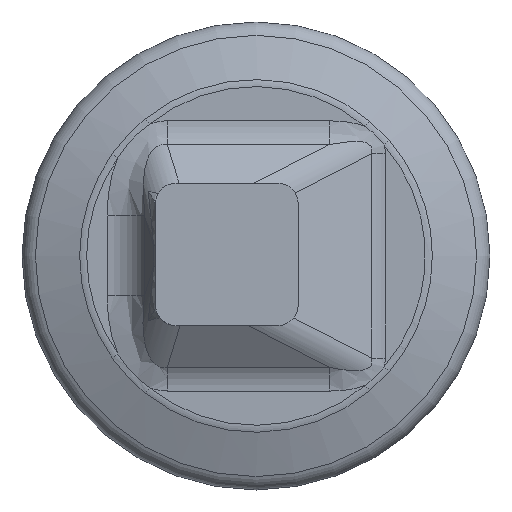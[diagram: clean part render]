
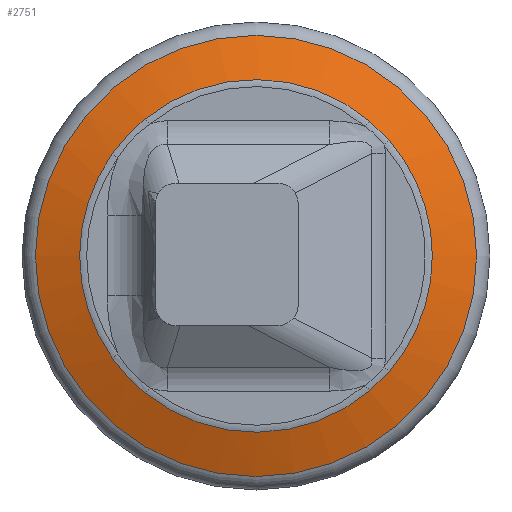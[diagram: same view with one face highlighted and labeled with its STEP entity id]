
A CAD part, top view. The second image highlights one B-rep face of the part: STEP entity #2751.
In plain terms, the highlighted conical face has half-angle 70 degrees and reference radius 10 mm.
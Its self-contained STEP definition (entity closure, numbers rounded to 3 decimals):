
#31=CONICAL_SURFACE('',#3047,10.,1.222);
#207=CIRCLE('',#3042,10.842);
#211=CIRCLE('',#3046,10.842);
#212=CIRCLE('',#3048,8.666);
#213=CIRCLE('',#3049,8.666);
#214=CIRCLE('',#3050,8.666);
#215=CIRCLE('',#3051,8.666);
#216=CIRCLE('',#3052,8.666);
#269=FACE_OUTER_BOUND('',#426,.T.);
#426=EDGE_LOOP('',(#2095,#2096,#2097,#2098,#2099,#2100,#2101,#2102,#2103,
#2104,#2105,#2106,#2107));
#711=LINE('',#4726,#943);
#943=VECTOR('',#3638,10.);
#1070=B_SPLINE_CURVE_WITH_KNOTS('',3,(#4698,#4699,#4700,#4701),
 .UNSPECIFIED.,.F.,.F.,(4,4),(-3.142,3.142),
 .UNSPECIFIED.);
#1071=B_SPLINE_CURVE_WITH_KNOTS('',3,(#4705,#4706,#4707,#4708,#4709),
 .UNSPECIFIED.,.F.,.F.,(4,1,4),(-3.142,0.449,3.142),
 .UNSPECIFIED.);
#1072=B_SPLINE_CURVE_WITH_KNOTS('',3,(#4713,#4714,#4715,#4716,#4717),
 .UNSPECIFIED.,.F.,.F.,(4,1,4),(-3.142,-0.449,3.142),
 .UNSPECIFIED.);
#1073=B_SPLINE_CURVE_WITH_KNOTS('',3,(#4721,#4722,#4723,#4724),
 .UNSPECIFIED.,.F.,.F.,(4,4),(-3.142,3.142),
 .UNSPECIFIED.);
#1308=VERTEX_POINT('',#4684);
#1309=VERTEX_POINT('',#4685);
#1312=VERTEX_POINT('',#4694);
#1313=VERTEX_POINT('',#4695);
#1314=VERTEX_POINT('',#4697);
#1315=VERTEX_POINT('',#4702);
#1316=VERTEX_POINT('',#4704);
#1317=VERTEX_POINT('',#4710);
#1318=VERTEX_POINT('',#4712);
#1319=VERTEX_POINT('',#4718);
#1320=VERTEX_POINT('',#4720);
#1607=EDGE_CURVE('',#1308,#1309,#207,.T.);
#1611=EDGE_CURVE('',#1309,#1308,#211,.T.);
#1612=EDGE_CURVE('',#1312,#1313,#212,.T.);
#1613=EDGE_CURVE('',#1314,#1312,#1070,.T.);
#1614=EDGE_CURVE('',#1315,#1314,#213,.T.);
#1615=EDGE_CURVE('',#1316,#1315,#1071,.T.);
#1616=EDGE_CURVE('',#1317,#1316,#214,.T.);
#1617=EDGE_CURVE('',#1318,#1317,#1072,.T.);
#1618=EDGE_CURVE('',#1319,#1318,#215,.T.);
#1619=EDGE_CURVE('',#1320,#1319,#1073,.T.);
#1620=EDGE_CURVE('',#1313,#1320,#216,.T.);
#1621=EDGE_CURVE('',#1313,#1308,#711,.T.);
#2095=ORIENTED_EDGE('',*,*,#1612,.F.);
#2096=ORIENTED_EDGE('',*,*,#1613,.F.);
#2097=ORIENTED_EDGE('',*,*,#1614,.F.);
#2098=ORIENTED_EDGE('',*,*,#1615,.F.);
#2099=ORIENTED_EDGE('',*,*,#1616,.F.);
#2100=ORIENTED_EDGE('',*,*,#1617,.F.);
#2101=ORIENTED_EDGE('',*,*,#1618,.F.);
#2102=ORIENTED_EDGE('',*,*,#1619,.F.);
#2103=ORIENTED_EDGE('',*,*,#1620,.F.);
#2104=ORIENTED_EDGE('',*,*,#1621,.T.);
#2105=ORIENTED_EDGE('',*,*,#1611,.F.);
#2106=ORIENTED_EDGE('',*,*,#1607,.F.);
#2107=ORIENTED_EDGE('',*,*,#1621,.F.);
#2751=ADVANCED_FACE('',(#269),#31,.T.);
#3042=AXIS2_PLACEMENT_3D('',#4686,#3616,#3617);
#3046=AXIS2_PLACEMENT_3D('',#4692,#3624,#3625);
#3047=AXIS2_PLACEMENT_3D('',#4693,#3626,#3627);
#3048=AXIS2_PLACEMENT_3D('',#4696,#3628,#3629);
#3049=AXIS2_PLACEMENT_3D('',#4703,#3630,#3631);
#3050=AXIS2_PLACEMENT_3D('',#4711,#3632,#3633);
#3051=AXIS2_PLACEMENT_3D('',#4719,#3634,#3635);
#3052=AXIS2_PLACEMENT_3D('',#4725,#3636,#3637);
#3616=DIRECTION('center_axis',(0.,0.,-1.));
#3617=DIRECTION('ref_axis',(-1.,0.,0.));
#3624=DIRECTION('center_axis',(0.,0.,-1.));
#3625=DIRECTION('ref_axis',(-1.,0.,0.));
#3626=DIRECTION('center_axis',(0.,0.,-1.));
#3627=DIRECTION('ref_axis',(-1.,0.,0.));
#3628=DIRECTION('center_axis',(0.,0.,1.));
#3629=DIRECTION('ref_axis',(-1.,0.,0.));
#3630=DIRECTION('center_axis',(0.,0.,1.));
#3631=DIRECTION('ref_axis',(-1.,0.,0.));
#3632=DIRECTION('center_axis',(0.,0.,1.));
#3633=DIRECTION('ref_axis',(-1.,0.,0.));
#3634=DIRECTION('center_axis',(0.,0.,1.));
#3635=DIRECTION('ref_axis',(-1.,0.,0.));
#3636=DIRECTION('center_axis',(0.,0.,1.));
#3637=DIRECTION('ref_axis',(-1.,0.,0.));
#3638=DIRECTION('',(0.94,0.,-0.342));
#4684=CARTESIAN_POINT('',(10.842,0.,1.148));
#4685=CARTESIAN_POINT('',(-10.842,0.,1.148));
#4686=CARTESIAN_POINT('Origin',(0.,0.,1.148));
#4692=CARTESIAN_POINT('Origin',(0.,0.,1.148));
#4693=CARTESIAN_POINT('Origin',(0.,0.,1.454));
#4694=CARTESIAN_POINT('',(6.55,-5.673,1.94));
#4695=CARTESIAN_POINT('',(8.666,0.,1.94));
#4696=CARTESIAN_POINT('Origin',(0.,0.,1.94));
#4697=CARTESIAN_POINT('',(5.59,-6.621,1.94));
#4698=CARTESIAN_POINT('Ctrl Pts',(5.59,-6.621,1.94));
#4699=CARTESIAN_POINT('Ctrl Pts',(5.934,-6.331,1.94));
#4700=CARTESIAN_POINT('Ctrl Pts',(6.256,-6.013,1.94));
#4701=CARTESIAN_POINT('Ctrl Pts',(6.55,-5.673,1.94));
#4702=CARTESIAN_POINT('',(-5.448,-6.739,1.94));
#4703=CARTESIAN_POINT('Origin',(0.,0.,1.94));
#4704=CARTESIAN_POINT('',(-7.065,-5.018,1.94));
#4705=CARTESIAN_POINT('Ctrl Pts',(-7.065,-5.018,1.94));
#4706=CARTESIAN_POINT('Ctrl Pts',(-6.804,-5.385,1.94));
#4707=CARTESIAN_POINT('Ctrl Pts',(-6.28,-5.978,1.948));
#4708=CARTESIAN_POINT('Ctrl Pts',(-5.711,-6.526,1.94));
#4709=CARTESIAN_POINT('Ctrl Pts',(-5.448,-6.739,1.94));
#4710=CARTESIAN_POINT('',(-7.065,5.018,1.94));
#4711=CARTESIAN_POINT('Origin',(0.,0.,1.94));
#4712=CARTESIAN_POINT('',(-5.448,6.739,1.94));
#4713=CARTESIAN_POINT('Ctrl Pts',(-5.448,6.739,1.94));
#4714=CARTESIAN_POINT('Ctrl Pts',(-5.711,6.526,1.94));
#4715=CARTESIAN_POINT('Ctrl Pts',(-6.28,5.978,1.948));
#4716=CARTESIAN_POINT('Ctrl Pts',(-6.804,5.385,1.94));
#4717=CARTESIAN_POINT('Ctrl Pts',(-7.065,5.018,1.94));
#4718=CARTESIAN_POINT('',(5.59,6.621,1.94));
#4719=CARTESIAN_POINT('Origin',(0.,0.,1.94));
#4720=CARTESIAN_POINT('',(6.55,5.673,1.94));
#4721=CARTESIAN_POINT('Ctrl Pts',(6.55,5.673,1.94));
#4722=CARTESIAN_POINT('Ctrl Pts',(6.256,6.013,1.94));
#4723=CARTESIAN_POINT('Ctrl Pts',(5.934,6.331,1.94));
#4724=CARTESIAN_POINT('Ctrl Pts',(5.59,6.621,1.94));
#4725=CARTESIAN_POINT('Origin',(0.,0.,1.94));
#4726=CARTESIAN_POINT('',(10.,0.,1.454));
